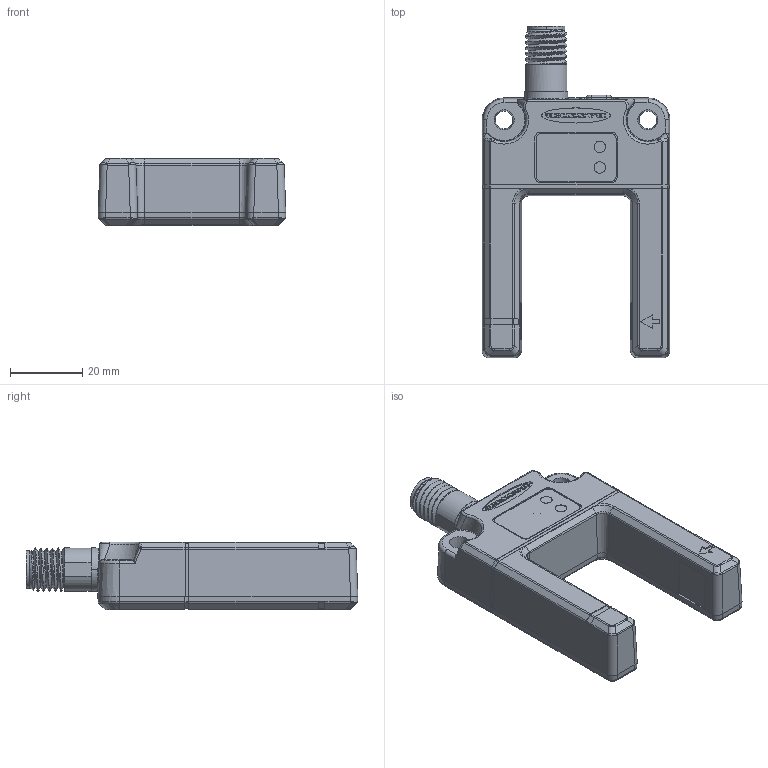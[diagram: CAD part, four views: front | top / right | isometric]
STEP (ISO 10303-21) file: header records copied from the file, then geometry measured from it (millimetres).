
FILE_DESCRIPTION((''),'2;1');
FILE_NAME('159574_ASM','2015-10-21T',('pdmadmin'),(''),'PRO/ENGINEER BY PARAMETRIC TECHNOLOGY CORPORATION, 2013230','PRO/ENGINEER BY PARAMETRIC TECHNOLOGY CORPORATION, 2013230','');
FILE_SCHEMA(('CONFIG_CONTROL_DESIGN'));
Length unit declared in the file: inch
Products named in the file (8): 57870; 55387; 55252; 62333_AF0; 41089_AF0; 40129; 55389; 159574_ASM
Assembly tree (8 placements, depth 2):
  159574_ASM
    57870
    55387  x2
    55252
    62333_AF0
    41089_AF0
    40129
    55389
Bounding box: 52.07 x 92.04 x 18.8 mm (x, y, z)
Volume: 21897.1 mm3; surface area: 25271.2 mm2
Topology: 8 solids, 9 shells, 1285 faces, 3269 edges, 2044 vertices
Faces by surface type: plane 529, cylinder 310, bspline 138, extrusion 123, cone 95, torus 48, sphere 42
Entity records: 48895 total; most frequent: CARTESIAN_POINT 19358, ORIENTED_EDGE 6486, DIRECTION 5451, EDGE_CURVE 3245, VERTEX_POINT 2028, VECTOR 1887, AXIS2_PLACEMENT_3D 1782, LINE 1764
